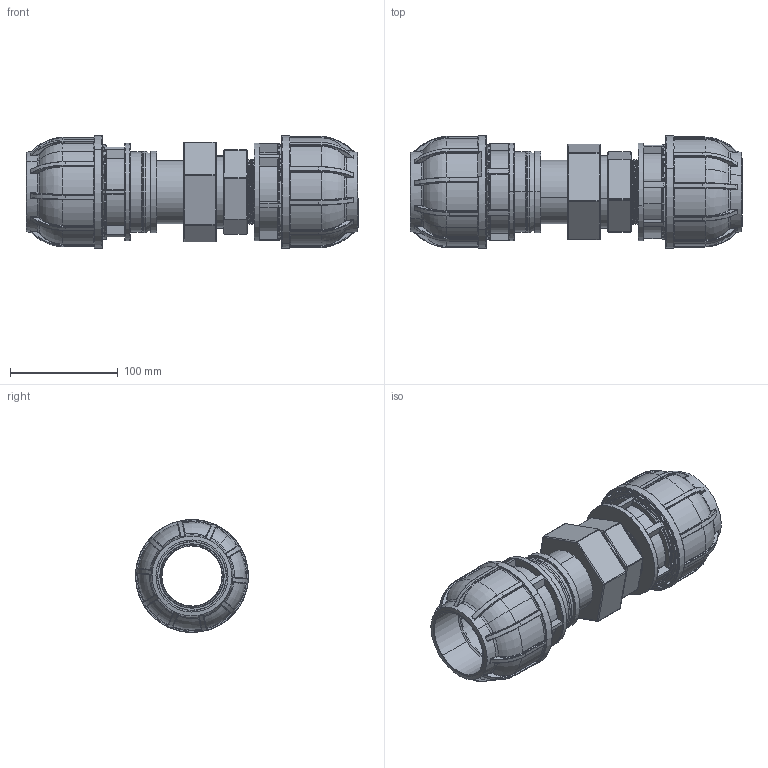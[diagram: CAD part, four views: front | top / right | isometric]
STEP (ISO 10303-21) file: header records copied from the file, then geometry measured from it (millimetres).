
FILE_DESCRIPTION (( 'STEP AP203' ), '1' );
FILE_NAME ('R220.063.002.step', '2013-11-19T09:30:44', ( 'Alusic' ), ( 'Alusic' ), 'SwSTEP 2.0', 'SolidWorks 2011', '' );
FILE_SCHEMA (( 'CONFIG_CONTROL_DESIGN' ));
Length unit declared in the file: millimetre
Products named in the file (1): R220.063.002
Bounding box: 308.8 x 104.99 x 104.97 mm (x, y, z)
Surface area: 199139.5 mm2 (no closed solid volume)
Topology: 0 solids, 89 shells, 1322 faces, 4811 edges, 3423 vertices
Faces by surface type: cylinder 385, plane 344, torus 278, bspline 231, cone 56, sphere 28
Entity records: 82194 total; most frequent: CARTESIAN_POINT 45388, ORIENTED_EDGE 7441, DIRECTION 7034, EDGE_CURVE 4795, VERTEX_POINT 3423, AXIS2_PLACEMENT_3D 2883, CIRCLE 1791, B_SPLINE_CURVE_WITH_KNOTS 1650
